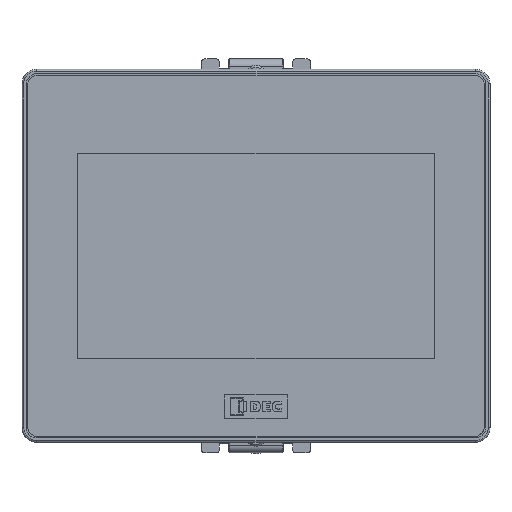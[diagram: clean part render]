
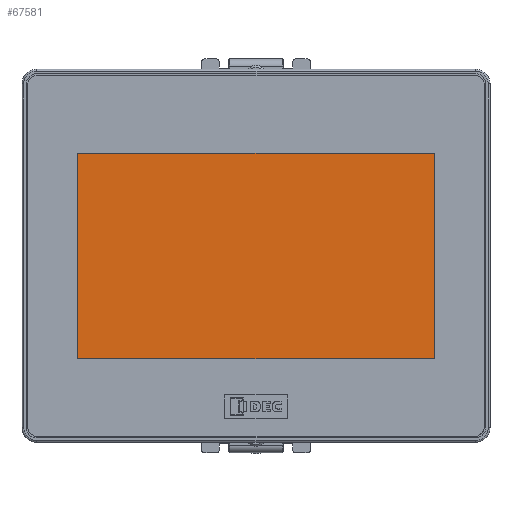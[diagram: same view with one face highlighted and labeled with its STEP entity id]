
A CAD part, top view. The second image highlights one B-rep face of the part: STEP entity #67581.
In plain terms, the highlighted planar face has unit normal (0, 0, 1).
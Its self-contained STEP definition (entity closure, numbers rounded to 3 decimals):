
#101 = ORIENTED_EDGE ( 'NONE', *, *, #67647, .T. ) ;
#1074 = VERTEX_POINT ( 'NONE', #61712 ) ;
#2401 = CARTESIAN_POINT ( 'NONE',  ( 0., -28.1, -0.01 ) ) ;
#3866 = ORIENTED_EDGE ( 'NONE', *, *, #29172, .T. ) ;
#4987 = ORIENTED_EDGE ( 'NONE', *, *, #24415, .T. ) ;
#7719 = VECTOR ( 'NONE', #41477, 1000. ) ;
#9544 = VECTOR ( 'NONE', #54147, 1000. ) ;
#9721 = LINE ( 'NONE', #2401, #19716 ) ;
#16773 = DIRECTION ( 'NONE',  ( -1., 0., 0. ) ) ;
#19716 = VECTOR ( 'NONE', #66552, 1000. ) ;
#24053 = CARTESIAN_POINT ( 'NONE',  ( 0., 28.1, -0.01 ) ) ;
#24415 = EDGE_CURVE ( 'NONE', #49282, #1074, #31403, .T. ) ;
#25324 = VERTEX_POINT ( 'NONE', #35615 ) ;
#29172 = EDGE_CURVE ( 'NONE', #25324, #49282, #68757, .T. ) ;
#29417 = CARTESIAN_POINT ( 'NONE',  ( 48.7, 28.1, -0.01 ) ) ;
#31403 = LINE ( 'NONE', #24053, #57043 ) ;
#35615 = CARTESIAN_POINT ( 'NONE',  ( 48.7, -28.1, -0.01 ) ) ;
#40302 = DIRECTION ( 'NONE',  ( 1., 0., 0. ) ) ;
#41477 = DIRECTION ( 'NONE',  ( 0., -1., 0. ) ) ;
#41694 = EDGE_CURVE ( 'NONE', #1074, #63910, #56142, .T. ) ;
#44248 = EDGE_LOOP ( 'NONE', ( #3866, #4987, #62466, #101 ) ) ;
#47654 = DIRECTION ( 'NONE',  ( 0., 0., 1. ) ) ;
#48823 = CARTESIAN_POINT ( 'NONE',  ( -48.7, 0., -0.01 ) ) ;
#49282 = VERTEX_POINT ( 'NONE', #29417 ) ;
#54147 = DIRECTION ( 'NONE',  ( 0., 1., 0. ) ) ;
#54970 = CARTESIAN_POINT ( 'NONE',  ( -48.7, -28.1, -0.01 ) ) ;
#56142 = LINE ( 'NONE', #48823, #7719 ) ;
#57043 = VECTOR ( 'NONE', #16773, 1000. ) ;
#61444 = CARTESIAN_POINT ( 'NONE',  ( 48.7, 0., -0.01 ) ) ;
#61712 = CARTESIAN_POINT ( 'NONE',  ( -48.7, 28.1, -0.01 ) ) ;
#62268 = PLANE ( 'NONE',  #70911 ) ;
#62466 = ORIENTED_EDGE ( 'NONE', *, *, #41694, .T. ) ;
#63910 = VERTEX_POINT ( 'NONE', #64113 ) ;
#64113 = CARTESIAN_POINT ( 'NONE',  ( -48.7, -28.1, -0.01 ) ) ;
#65390 = FACE_OUTER_BOUND ( 'NONE', #44248, .T. ) ;
#66552 = DIRECTION ( 'NONE',  ( 1., 0., 0. ) ) ;
#67581 = ADVANCED_FACE ( 'NONE', ( #65390 ), #62268, .T. ) ;
#67647 = EDGE_CURVE ( 'NONE', #63910, #25324, #9721, .T. ) ;
#68757 = LINE ( 'NONE', #61444, #9544 ) ;
#70911 = AXIS2_PLACEMENT_3D ( 'NONE', #54970, #47654, #40302 ) ;
